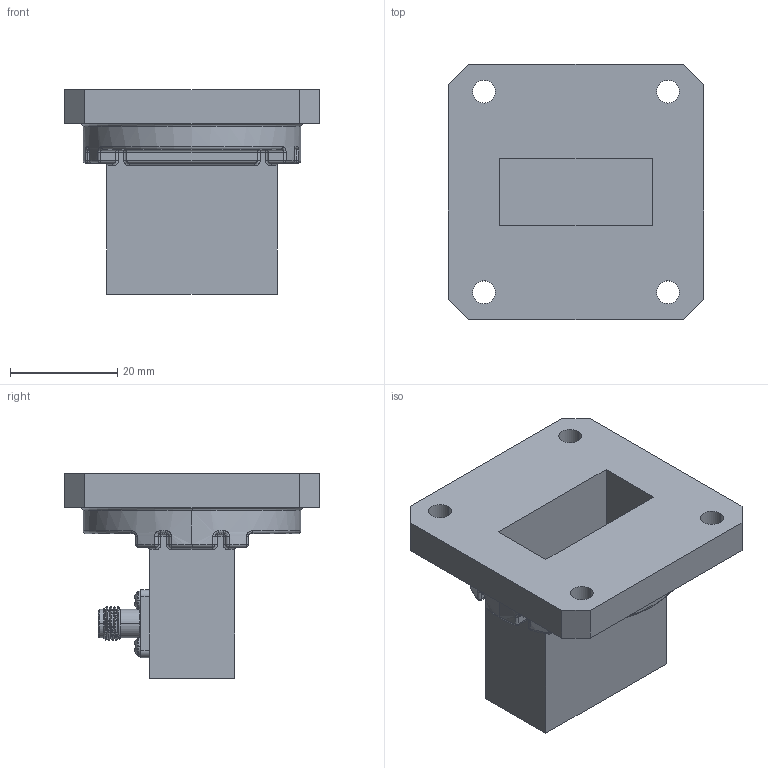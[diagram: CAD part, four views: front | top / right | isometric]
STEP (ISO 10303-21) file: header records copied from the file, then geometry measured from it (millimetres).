
FILE_DESCRIPTION (( 'STEP AP214' ), '1' );
FILE_NAME ('FMWCA1010_3D.STEP', '2022-10-05T21:40:06', ( '' ), ( '' ), 'SwSTEP 2.0', 'SolidWorks 2021', '' );
FILE_SCHEMA (( 'AUTOMOTIVE_DESIGN' ));
Length unit declared in the file: inch
Products named in the file (1): FMWCA1010_3D
Bounding box: 47.62 x 47.62 x 38.1 mm (x, y, z)
Volume: 21477.1 mm3; surface area: 12601.1 mm2
Topology: 1 solids, 5 shells, 441 faces, 1112 edges, 674 vertices
Faces by surface type: cylinder 172, plane 143, bspline 35, cone 34, torus 33, sphere 24
Entity records: 20297 total; most frequent: CARTESIAN_POINT 10380, ORIENTED_EDGE 2176, DIRECTION 1957, EDGE_CURVE 1088, AXIS2_PLACEMENT_3D 753, VERTEX_POINT 674, EDGE_LOOP 474, LINE 451
